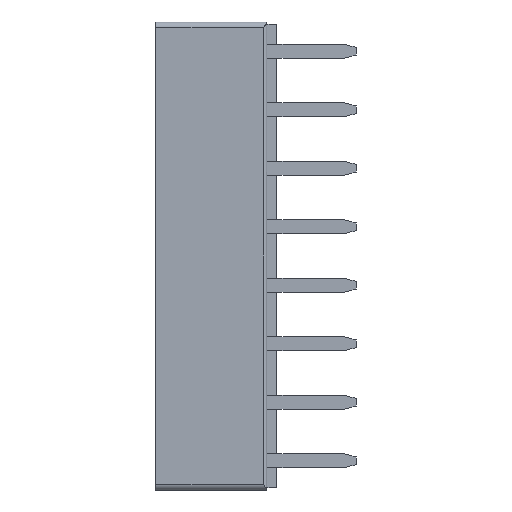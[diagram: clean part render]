
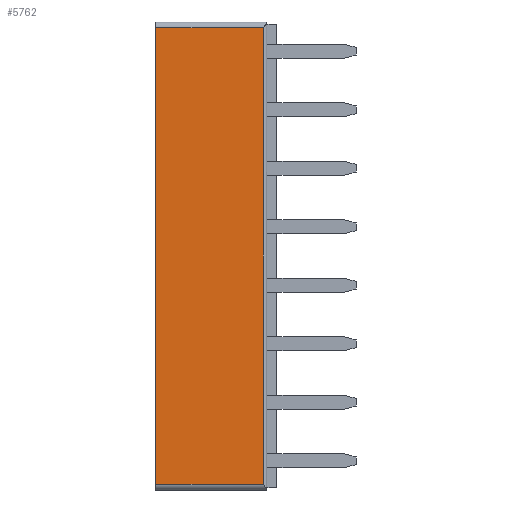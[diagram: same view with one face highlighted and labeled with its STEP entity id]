
A CAD part, left-side view. The second image highlights one B-rep face of the part: STEP entity #5762.
In plain terms, the highlighted planar face has unit normal (-1, 0, 0).
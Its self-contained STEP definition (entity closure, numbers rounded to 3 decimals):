
#36 = PLANE ( 'NONE',  #946 ) ;
#86 = LINE ( 'NONE', #4883, #7507 ) ;
#351 = LINE ( 'NONE', #6173, #4840 ) ;
#946 = AXIS2_PLACEMENT_3D ( 'NONE', #13034, #3415, #4912 ) ;
#1013 = CARTESIAN_POINT ( 'NONE',  ( -5.08, 5.25, 9.91 ) ) ;
#1244 = CARTESIAN_POINT ( 'NONE',  ( -5.08, 0.58, 9.91 ) ) ;
#1693 = ORIENTED_EDGE ( 'NONE', *, *, #4088, .T. ) ;
#1910 = VERTEX_POINT ( 'NONE', #6051 ) ;
#1973 = ORIENTED_EDGE ( 'NONE', *, *, #12584, .T. ) ;
#2157 = FACE_OUTER_BOUND ( 'NONE', #3435, .T. ) ;
#2519 = DIRECTION ( 'NONE',  ( 0., 0., -1. ) ) ;
#3415 = DIRECTION ( 'NONE',  ( 1., 0., 0. ) ) ;
#3435 = EDGE_LOOP ( 'NONE', ( #8856, #1693, #14665, #1973 ) ) ;
#3647 = VERTEX_POINT ( 'NONE', #1013 ) ;
#3864 = VECTOR ( 'NONE', #12712, 1000. ) ;
#4088 = EDGE_CURVE ( 'NONE', #8954, #3647, #10285, .T. ) ;
#4819 = CARTESIAN_POINT ( 'NONE',  ( -5.08, 5.25, -9.91 ) ) ;
#4840 = VECTOR ( 'NONE', #6471, 1000. ) ;
#4883 = CARTESIAN_POINT ( 'NONE',  ( -5.08, 5.25, 10.16 ) ) ;
#4912 = DIRECTION ( 'NONE',  ( 0., 0., -1. ) ) ;
#5762 = ADVANCED_FACE ( 'NONE', ( #2157 ), #36, .F. ) ;
#6051 = CARTESIAN_POINT ( 'NONE',  ( -5.08, 0.58, -9.91 ) ) ;
#6173 = CARTESIAN_POINT ( 'NONE',  ( -5.08, 0.58, 10.16 ) ) ;
#6471 = DIRECTION ( 'NONE',  ( 0., 0., -1. ) ) ;
#6574 = CARTESIAN_POINT ( 'NONE',  ( -5.08, 0.58, 9.91 ) ) ;
#7226 = EDGE_CURVE ( 'NONE', #3647, #14330, #86, .T. ) ;
#7507 = VECTOR ( 'NONE', #2519, 1000. ) ;
#7978 = CARTESIAN_POINT ( 'NONE',  ( -5.08, 0.58, -9.91 ) ) ;
#8856 = ORIENTED_EDGE ( 'NONE', *, *, #11506, .F. ) ;
#8954 = VERTEX_POINT ( 'NONE', #1244 ) ;
#9003 = LINE ( 'NONE', #7978, #3864 ) ;
#10285 = LINE ( 'NONE', #6574, #10311 ) ;
#10311 = VECTOR ( 'NONE', #15164, 1000. ) ;
#11506 = EDGE_CURVE ( 'NONE', #8954, #1910, #351, .T. ) ;
#12584 = EDGE_CURVE ( 'NONE', #14330, #1910, #9003, .T. ) ;
#12712 = DIRECTION ( 'NONE',  ( 0., -1., 0. ) ) ;
#13034 = CARTESIAN_POINT ( 'NONE',  ( -5.08, 0.58, 10.16 ) ) ;
#14330 = VERTEX_POINT ( 'NONE', #4819 ) ;
#14665 = ORIENTED_EDGE ( 'NONE', *, *, #7226, .T. ) ;
#15164 = DIRECTION ( 'NONE',  ( 0., 1., 0. ) ) ;
